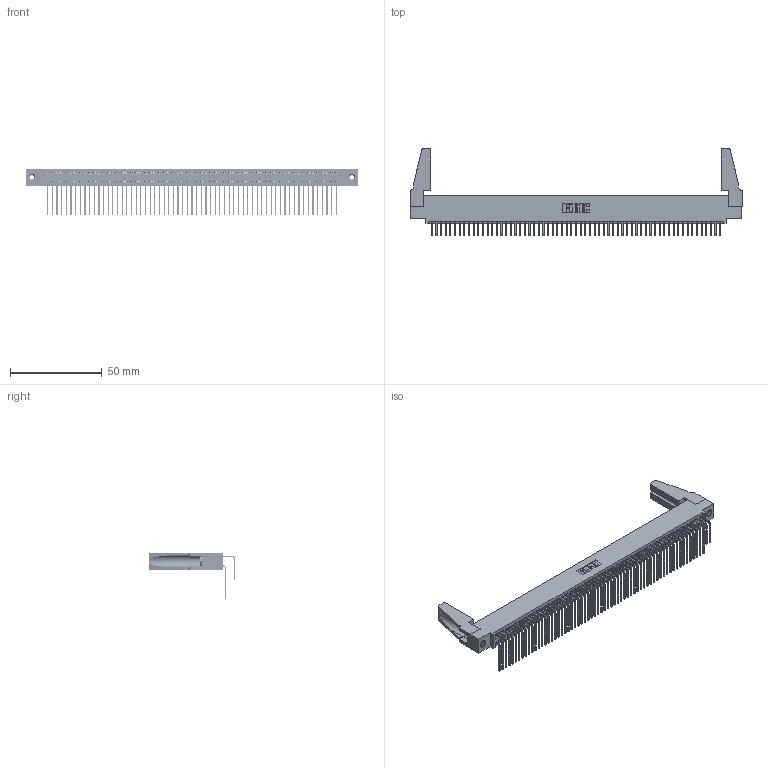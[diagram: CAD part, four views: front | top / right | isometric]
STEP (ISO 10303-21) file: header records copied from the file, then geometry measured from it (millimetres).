
FILE_DESCRIPTION (( 'STEP AP203' ), '1' );
FILE_NAME ('345-126-558-588.STEP', '2019-11-07T05:41:18', ( '' ), ( '' ), 'SwSTEP 2.0', 'SolidWorks 2016', '' );
FILE_SCHEMA (( 'CONFIG_CONTROL_DESIGN' ));
Length unit declared in the file: inch
Products named in the file (6): 345-292-001_558 Tail - 2; 345-292-001_558 559 Tail - 1; 345-220-078_345-220-088; 345-126-558-588; 345 Part_0.110 Offset - 0.156 Dia-TH; 345-250-001_345-250-001-102
Assembly tree (131 placements, depth 2):
  345-126-558-588
    345 Part_0.110 Offset - 0.156 Dia-TH
    345-292-001_558 559 Tail - 1  x63
    345-292-001_558 Tail - 2  x63
    345-250-001_345-250-001-102  x2
    345-220-078_345-220-088  x2
Bounding box: 181.25 x 47.49 x 25.53 mm (x, y, z)
Volume: 21708.1 mm3; surface area: 34320.2 mm2
Topology: 131 solids, 131 shells, 6806 faces, 20197 edges, 13286 vertices
Faces by surface type: plane 4566, cylinder 2224, cone 12, torus 4
Entity records: 50536 total; most frequent: CARTESIAN_POINT 8493, ORIENTED_EDGE 8336, DIRECTION 7440, EDGE_CURVE 4168, VECTOR 3702, LINE 3702, VERTEX_POINT 2770, AXIS2_PLACEMENT_3D 1869
